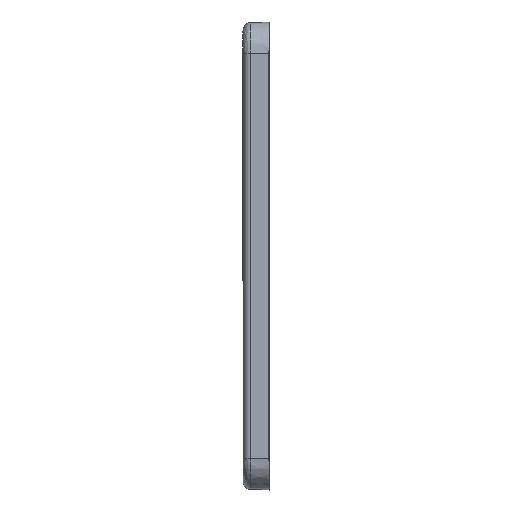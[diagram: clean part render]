
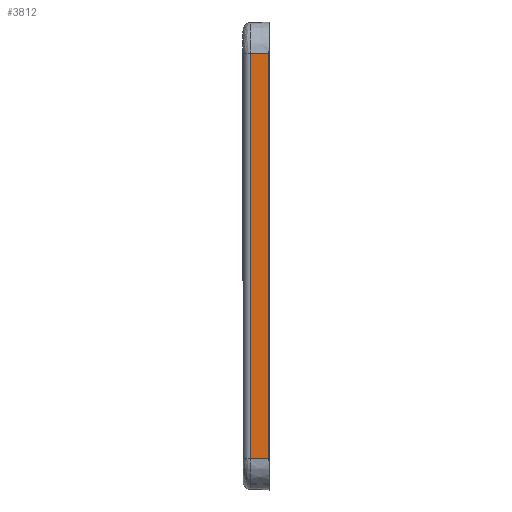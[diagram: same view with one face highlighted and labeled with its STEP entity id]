
A CAD part, left-side view. The second image highlights one B-rep face of the part: STEP entity #3812.
In plain terms, the highlighted planar face has unit normal (-1, 0.018, 0).
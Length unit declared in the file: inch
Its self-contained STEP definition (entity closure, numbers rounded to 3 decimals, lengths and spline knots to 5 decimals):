
#34 = FACE_OUTER_BOUND ( 'NONE', #1564, .T. ) ;
#44 = EDGE_CURVE ( 'NONE', #2562, #220, #278, .T. ) ;
#220 = VERTEX_POINT ( 'NONE', #3042 ) ;
#226 = DIRECTION ( 'NONE',  ( 0., 0., 1. ) ) ;
#278 = LINE ( 'NONE', #902, #1978 ) ;
#320 = ORIENTED_EDGE ( 'NONE', *, *, #2838, .F. ) ;
#578 = LINE ( 'NONE', #1170, #3414 ) ;
#644 = DIRECTION ( 'NONE',  ( -0.017, -1., 0. ) ) ;
#715 = VECTOR ( 'NONE', #644, 39.37008 ) ;
#902 = CARTESIAN_POINT ( 'NONE',  ( -345.21457, -19645.66929, -1.53543 ) ) ;
#1014 = ORIENTED_EDGE ( 'NONE', *, *, #3145, .T. ) ;
#1088 = VECTOR ( 'NONE', #4155, 39.37008 ) ;
#1170 = CARTESIAN_POINT ( 'NONE',  ( -2.26378, 1.9685, -1.53543 ) ) ;
#1196 = AXIS2_PLACEMENT_3D ( 'NONE', #1309, #3876, #3566 ) ;
#1198 = VERTEX_POINT ( 'NONE', #1889 ) ;
#1309 = CARTESIAN_POINT ( 'NONE',  ( -2.26378, 1.9685, -1.53543 ) ) ;
#1349 = ORIENTED_EDGE ( 'NONE', *, *, #44, .F. ) ;
#1389 = EDGE_CURVE ( 'NONE', #220, #1198, #2884, .T. ) ;
#1564 = EDGE_LOOP ( 'NONE', ( #1349, #1014, #320, #2168 ) ) ;
#1889 = CARTESIAN_POINT ( 'NONE',  ( -2.26136, 2.10733, 1.53543 ) ) ;
#1978 = VECTOR ( 'NONE', #2157, 39.37008 ) ;
#2030 = VERTEX_POINT ( 'NONE', #3427 ) ;
#2157 = DIRECTION ( 'NONE',  ( 0.017, 1., 0. ) ) ;
#2168 = ORIENTED_EDGE ( 'NONE', *, *, #1389, .F. ) ;
#2186 = CARTESIAN_POINT ( 'NONE',  ( -2.26378, 1.9685, -1.53543 ) ) ;
#2562 = VERTEX_POINT ( 'NONE', #2186 ) ;
#2598 = CARTESIAN_POINT ( 'NONE',  ( -345.21457, -19645.66929, 1.53543 ) ) ;
#2838 = EDGE_CURVE ( 'NONE', #1198, #2030, #2932, .T. ) ;
#2884 = LINE ( 'NONE', #2927, #1088 ) ;
#2927 = CARTESIAN_POINT ( 'NONE',  ( -2.26136, 2.10733, -1.53543 ) ) ;
#2932 = LINE ( 'NONE', #2598, #715 ) ;
#2941 = PLANE ( 'NONE',  #1196 ) ;
#3042 = CARTESIAN_POINT ( 'NONE',  ( -2.26136, 2.10733, -1.53543 ) ) ;
#3145 = EDGE_CURVE ( 'NONE', #2562, #2030, #578, .T. ) ;
#3414 = VECTOR ( 'NONE', #226, 39.37008 ) ;
#3427 = CARTESIAN_POINT ( 'NONE',  ( -2.26378, 1.9685, 1.53543 ) ) ;
#3566 = DIRECTION ( 'NONE',  ( 0., 0., 1. ) ) ;
#3812 = ADVANCED_FACE ( 'NONE', ( #34 ), #2941, .T. ) ;
#3876 = DIRECTION ( 'NONE',  ( -1., 0.017, 0. ) ) ;
#4155 = DIRECTION ( 'NONE',  ( 0., 0., 1. ) ) ;
